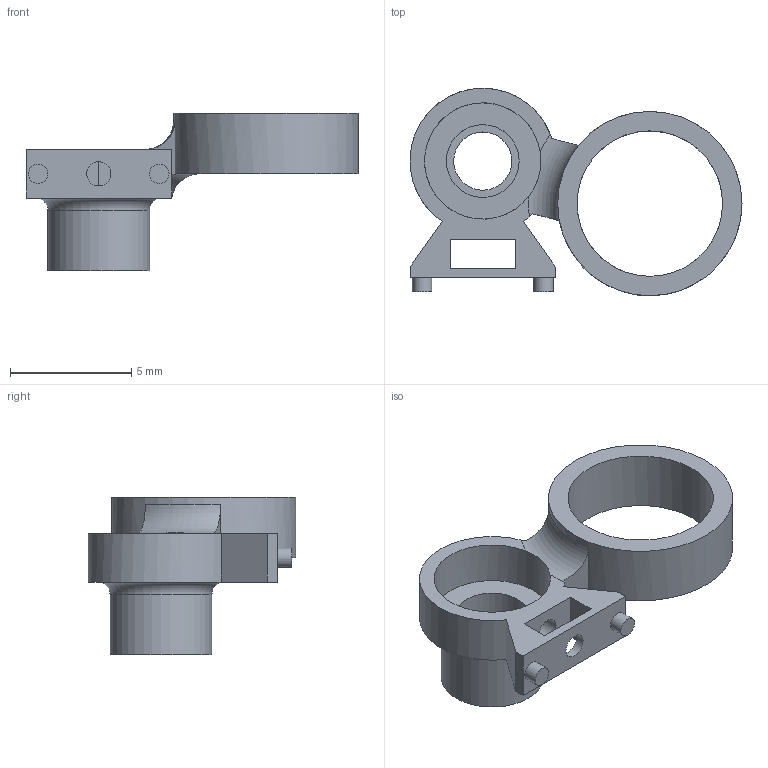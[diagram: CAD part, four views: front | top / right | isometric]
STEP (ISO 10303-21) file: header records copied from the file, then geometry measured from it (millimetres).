
FILE_DESCRIPTION(/* description */ ('STEP AP242','CAx-IF Rec.Pracs.---Representation and Presentation of Product Manufacturing Information (PMI)---4.0---2014-10-13','CAx-IF Rec.Pracs.---3D Tessellated Geometry---0.4---2014-09-14','2;1'),/* implementation_level */ '2;1');
FILE_NAME(/* name */ '62f251ad3075235848435466',/* time_stamp */ '2022-08-09T12:23:10+00:00',/* author */ (''),/* organization */ (''),/* preprocessor_version */ 'ST-DEVELOPER v18.102',/* originating_system */ ' ',/* authorisation */ ' ');
FILE_SCHEMA (('AP242_MANAGED_MODEL_BASED_3D_ENGINEERING_MIM_LF { 1 0 10303 442 1 1 4 }'));
Length unit declared in the file: metre
Products named in the file (1): mounter v36(???) (1)
Bounding box: 13.69 x 8.56 x 6.5 mm (x, y, z)
Volume: 106.4 mm3; surface area: 366.3 mm2
Topology: 1 solids, 1 shells, 39 faces, 95 edges, 63 vertices
Faces by surface type: plane 23, cylinder 13, torus 3
Full cylindrical faces by diameter (mm): 0.8 x2, 1 x2, 2.4 x1, 3 x2, 4.2 x1, 4.8 x1, 6 x1, 7.6 x1
Entity records: 1091 total; most frequent: CARTESIAN_POINT 206, DIRECTION 181, ORIENTED_EDGE 154, EDGE_CURVE 77, AXIS2_PLACEMENT_3D 74, EDGE_LOOP 64, FACE_BOUND 64, VERTEX_POINT 57
